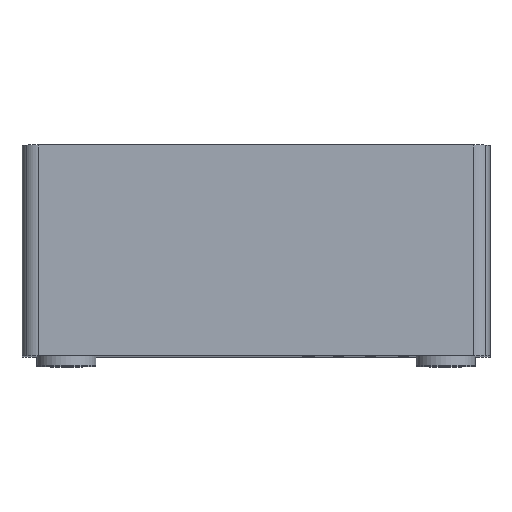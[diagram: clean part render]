
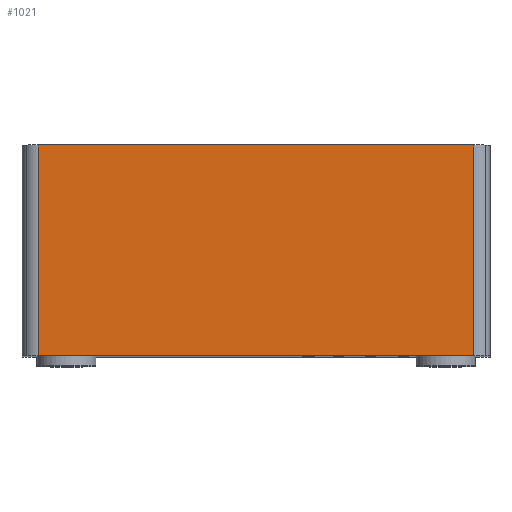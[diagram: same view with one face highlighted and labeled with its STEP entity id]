
A CAD part, top view. The second image highlights one B-rep face of the part: STEP entity #1021.
In plain terms, the highlighted planar face has unit normal (0, 0, 1).
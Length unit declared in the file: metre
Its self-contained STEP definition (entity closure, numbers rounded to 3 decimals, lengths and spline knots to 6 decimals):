
#1021=ADVANCED_FACE('0:1778',(#3208),#3209,.T.);
#3208=FACE_OUTER_BOUND('',#23665,.T.);
#3209=PLANE('',#23666);
#23665=EDGE_LOOP('',(#32050,#32051,#32052,#32053));
#23666=AXIS2_PLACEMENT_3D('',#32054,#32055,#32056);
#32050=ORIENTED_EDGE('',*,*,#33635,.F.);
#32051=ORIENTED_EDGE('',*,*,#35376,.T.);
#32052=ORIENTED_EDGE('',*,*,#36214,.F.);
#32053=ORIENTED_EDGE('',*,*,#36215,.T.);
#32054=CARTESIAN_POINT('',(0.013,-0.0002,0.092));
#32055=DIRECTION('',(0.0,0.0,1.0));
#32056=DIRECTION('',(-1.0,0.0,0.0));
#33635=EDGE_CURVE('0:7292',#36974,#36976,#36977,.T.);
#35376=EDGE_CURVE('0:4178',#36974,#40004,#40006,.T.);
#36214=EDGE_CURVE('0:7289',#41093,#40004,#41095,.T.);
#36215=EDGE_CURVE('0:7295',#41093,#36976,#41096,.F.);
#36974=VERTEX_POINT('',#42119);
#36976=VERTEX_POINT('',#42121);
#36977=LINE('',#42122,#42123);
#40004=VERTEX_POINT('',#47787);
#40006=LINE('',#47789,#47790);
#41093=VERTEX_POINT('',#50053);
#41095=LINE('',#50055,#50056);
#41096=LINE('',#50057,#50058);
#42119=CARTESIAN_POINT('',(-0.058,-0.0642,0.092));
#42121=CARTESIAN_POINT('',(-0.058,-0.0002,0.092));
#42122=CARTESIAN_POINT('',(-0.058,-0.0002,0.092));
#42123=VECTOR('',#50897,1.0);
#47787=CARTESIAN_POINT('',(0.074,-0.0642,0.092));
#47789=CARTESIAN_POINT('',(0.013,-0.0642,0.092));
#47790=VECTOR('',#54193,1.0);
#50053=CARTESIAN_POINT('',(0.074,-0.0002,0.092));
#50055=CARTESIAN_POINT('',(0.074,-0.0002,0.092));
#50056=VECTOR('',#55970,1.0);
#50057=CARTESIAN_POINT('',(0.013,-0.0002,0.092));
#50058=VECTOR('',#55971,1.0);
#50897=DIRECTION('',(0.0,1.0,0.0));
#54193=DIRECTION('',(1.0,0.0,0.0));
#55970=DIRECTION('',(-0.0,-1.0,-0.0));
#55971=DIRECTION('',(1.0,0.0,0.0));
